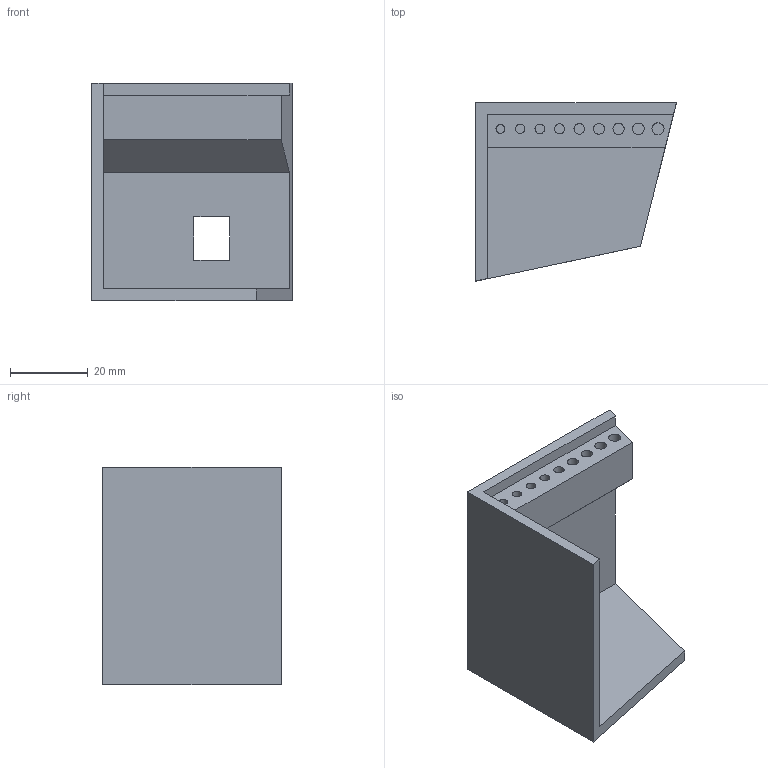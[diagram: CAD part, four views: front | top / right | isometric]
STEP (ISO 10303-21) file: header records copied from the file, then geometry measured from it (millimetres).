
FILE_DESCRIPTION(('HOOPS Exchange Step'),'2;1');
FILE_NAME('screw-hole-diameter-test.stp','2025-04-22T11:15:11+08:00',('kevin'),('Unknown organisation'),'HOOPS Exchange 2023.2','HOOPS Exchange','Unknown authorisation');
FILE_SCHEMA( ('AP203_CONFIGURATION_CONTROLLED_3D_DESIGN_OF_MECHANICAL_PARTS_AND_ASSEMBLIES_MIM_LF') );
Length unit declared in the file: millimetre
Products named in the file (1): test model
Bounding box: 51.8 x 45.99 x 56 mm (x, y, z)
Volume: 26102 mm3; surface area: 15961.9 mm2
Topology: 1 solids, 1 shells, 37 faces, 87 edges, 62 vertices
Faces by surface type: plane 27, cylinder 10
Full cylindrical faces by diameter (mm): 2.3 x1, 2.4 x1, 2.5 x1, 2.6 x1, 2.7 x1, 2.8 x1, 2.9 x1, 3 x1, 3.1 x1, 13 x1
Entity records: 1110 total; most frequent: DIRECTION 195, CARTESIAN_POINT 187, ORIENTED_EDGE 174, EDGE_CURVE 87, AXIS2_PLACEMENT_3D 70, VERTEX_POINT 62, VECTOR 55, LINE 55
